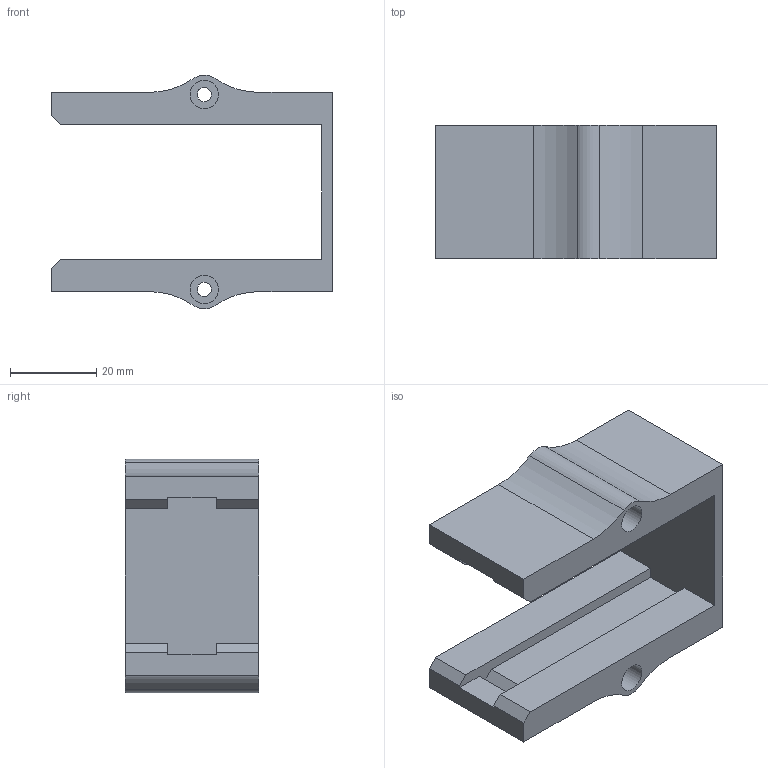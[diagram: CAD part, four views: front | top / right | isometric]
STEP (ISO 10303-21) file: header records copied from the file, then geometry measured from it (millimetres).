
FILE_DESCRIPTION(('STEP AP203'), '1');
FILE_NAME('akb_mount1300', '2024-09-28T16:03:02', ('Ivan'), (''), 'C3D Converter', 'C3D Toolkit', '');
FILE_SCHEMA(('CONFIG_CONTROL_DESIGN'));
Length unit declared in the file: millimetre
Products named in the file (1): -02
Bounding box: 65.3 x 31 x 54.22 mm (x, y, z)
Volume: 29393.3 mm3; surface area: 15061.2 mm2
Topology: 1 solids, 1 shells, 44 faces, 120 edges, 80 vertices
Faces by surface type: plane 34, cylinder 10
Full cylindrical faces by diameter (mm): 3.3 x2, 6.6 x2
Entity records: 1764 total; most frequent: CARTESIAN_POINT 241, ORIENTED_EDGE 232, DIRECTION 226, EDGE_CURVE 116, LINE 96, VECTOR 96, VERTEX_POINT 80, AXIS2_PLACEMENT_3D 65
